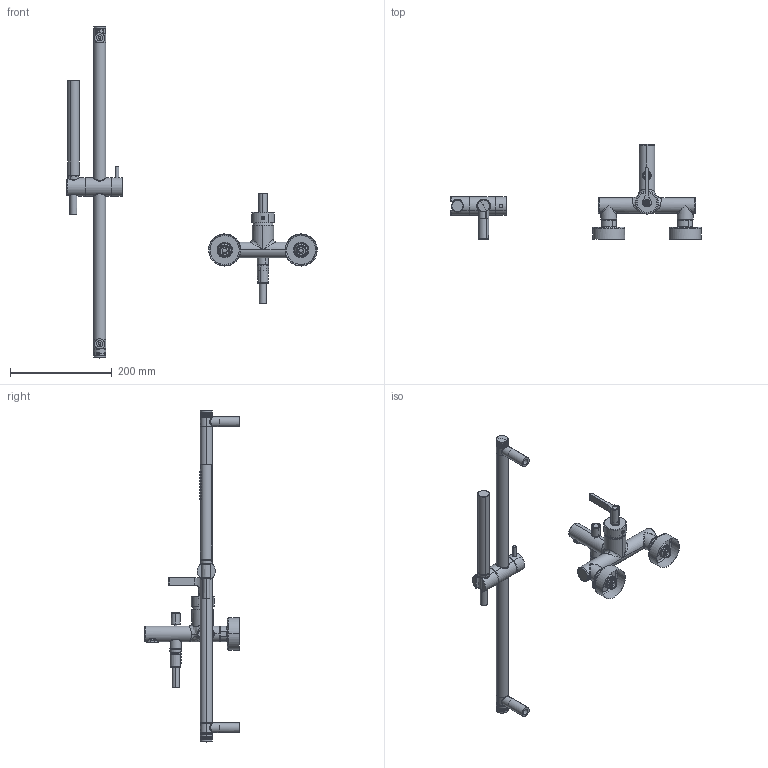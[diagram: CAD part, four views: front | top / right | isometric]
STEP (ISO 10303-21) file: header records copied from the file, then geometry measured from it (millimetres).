
FILE_DESCRIPTION(('CATIA V5 STEP Exchange','CAx-IF Rec.Pracs.--- Model Styling and Organization---1.5--- 2016-08-15','CAx-IF Rec.Pracs.---Supplemental Geometry---1.0---2011-11-01','CAx-IF Rec.Pracs.--- Composite Materials ---3.4---2017-06-13','CAx-IF Rec.Pracs.---Tessellated 3D Geometry---1.0---2015-12-17'),'2;1');
FILE_NAME('GC000060.stp','2022-09-19T08:02:31+00:00',('none'),('none'),'CATIA Version 5-6 Release 2020 SP2','CATIA V5 STEP AP242 v2','none');
FILE_SCHEMA(('AP242_MANAGED_MODEL_BASED_3D_ENGINEERING_MIM_LF {1 0 10303 442 1 1 4}'));
Length unit declared in the file: millimetre
Products named in the file (1): Product1_AllCATPart
Bounding box: 491.09 x 186 x 651 mm (x, y, z)
Volume: 598866.5 mm3; surface area: 300591.4 mm2
Topology: 25 solids, 56 shells, 2139 faces, 5408 edges, 3467 vertices
Faces by surface type: cylinder 870, plane 663, cone 207, torus 177, bspline 154, extrusion 52, sphere 16
Entity records: 87188 total; most frequent: CARTESIAN_POINT 42875, ORIENTED_EDGE 10728, DIRECTION 6003, EDGE_CURVE 5364, VERTEX_POINT 3467, AXIS2_PLACEMENT_3D 2931, EDGE_LOOP 2381, ADVANCED_FACE 2139
